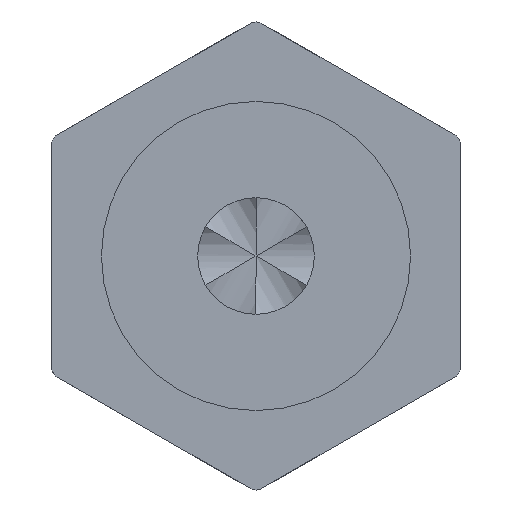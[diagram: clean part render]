
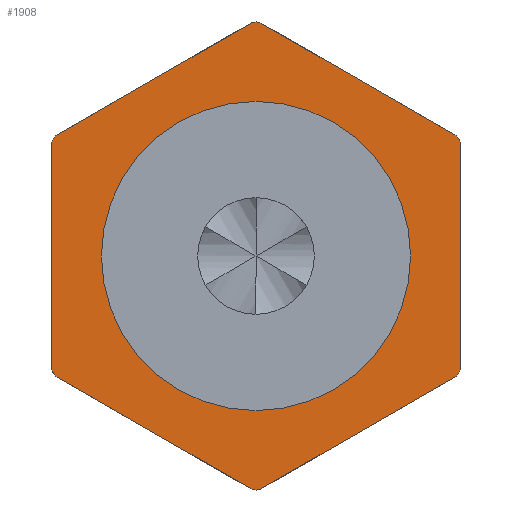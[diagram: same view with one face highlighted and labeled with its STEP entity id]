
A CAD part, front view. The second image highlights one B-rep face of the part: STEP entity #1908.
In plain terms, the highlighted planar face has unit normal (0, -1, 0).
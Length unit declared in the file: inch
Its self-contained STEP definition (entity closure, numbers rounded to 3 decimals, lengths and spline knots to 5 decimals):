
#15 = EDGE_CURVE ( 'NONE', #451, #466, #30, .T. ) ;
#18 = CARTESIAN_POINT ( 'NONE',  ( 0.34449, -1.16142, -0.18753 ) ) ;
#30 = LINE ( 'NONE', #1109, #1859 ) ;
#36 = VECTOR ( 'NONE', #2095, 39.37008 ) ;
#39 = DIRECTION ( 'NONE',  ( 0., 0., -1. ) ) ;
#61 = CARTESIAN_POINT ( 'NONE',  ( 0., -1.16142, 0. ) ) ;
#69 = ORIENTED_EDGE ( 'NONE', *, *, #1033, .T. ) ;
#103 = CARTESIAN_POINT ( 'NONE',  ( -0.34449, -1.16142, -0.18753 ) ) ;
#133 = VERTEX_POINT ( 'NONE', #528 ) ;
#147 = EDGE_CURVE ( 'NONE', #466, #1174, #2494, .T. ) ;
#159 = AXIS2_PLACEMENT_3D ( 'NONE', #2359, #1408, #1014 ) ;
#190 = CARTESIAN_POINT ( 'NONE',  ( -0.00984, -1.16142, -0.3921 ) ) ;
#191 = CARTESIAN_POINT ( 'NONE',  ( 0.34449, -1.16142, 0.18753 ) ) ;
#209 = CARTESIAN_POINT ( 'NONE',  ( 0.3248, -1.16142, -0.18753 ) ) ;
#236 = DIRECTION ( 'NONE',  ( 0., -1., 0. ) ) ;
#350 = VERTEX_POINT ( 'NONE', #18 ) ;
#382 = VERTEX_POINT ( 'NONE', #190 ) ;
#383 = CIRCLE ( 'NONE', #1353, 0.01969 ) ;
#384 = ORIENTED_EDGE ( 'NONE', *, *, #2233, .T. ) ;
#385 = AXIS2_PLACEMENT_3D ( 'NONE', #1831, #236, #1404 ) ;
#417 = DIRECTION ( 'NONE',  ( 0., 0., 1. ) ) ;
#419 = LINE ( 'NONE', #1860, #1907 ) ;
#451 = VERTEX_POINT ( 'NONE', #1605 ) ;
#456 = AXIS2_PLACEMENT_3D ( 'NONE', #1259, #1471, #674 ) ;
#466 = VERTEX_POINT ( 'NONE', #1213 ) ;
#494 = EDGE_LOOP ( 'NONE', ( #799, #384, #956, #1821, #646, #827, #69, #2462, #1814, #735, #1245, #2100, #1772 ) ) ;
#515 = AXIS2_PLACEMENT_3D ( 'NONE', #209, #1228, #39 ) ;
#525 = CARTESIAN_POINT ( 'NONE',  ( -0.34449, -1.16142, -0.19889 ) ) ;
#528 = CARTESIAN_POINT ( 'NONE',  ( -0.33465, -1.16142, -0.20457 ) ) ;
#531 = DIRECTION ( 'NONE',  ( 0.866, 0., -0.5 ) ) ;
#580 = DIRECTION ( 'NONE',  ( 0., 0., -1. ) ) ;
#590 = AXIS2_PLACEMENT_3D ( 'NONE', #61, #1446, #2019 ) ;
#646 = ORIENTED_EDGE ( 'NONE', *, *, #748, .T. ) ;
#674 = DIRECTION ( 'NONE',  ( 0., 0., -1. ) ) ;
#683 = CIRCLE ( 'NONE', #1025, 0.01969 ) ;
#702 = VECTOR ( 'NONE', #1229, 39.37008 ) ;
#714 = EDGE_CURVE ( 'NONE', #2448, #451, #2060, .T. ) ;
#720 = CARTESIAN_POINT ( 'NONE',  ( 0., -1.16142, -0.39778 ) ) ;
#732 = VERTEX_POINT ( 'NONE', #1719 ) ;
#735 = ORIENTED_EDGE ( 'NONE', *, *, #147, .T. ) ;
#748 = EDGE_CURVE ( 'NONE', #1895, #1587, #1598, .T. ) ;
#778 = VERTEX_POINT ( 'NONE', #1556 ) ;
#798 = LINE ( 'NONE', #1647, #702 ) ;
#799 = ORIENTED_EDGE ( 'NONE', *, *, #1945, .T. ) ;
#827 = ORIENTED_EDGE ( 'NONE', *, *, #2293, .T. ) ;
#831 = EDGE_CURVE ( 'NONE', #382, #1895, #683, .T. ) ;
#849 = EDGE_CURVE ( 'NONE', #778, #1596, #1088, .T. ) ;
#858 = CARTESIAN_POINT ( 'NONE',  ( 0., -1.16142, 0.39474 ) ) ;
#914 = DIRECTION ( 'NONE',  ( 0., 0., -1. ) ) ;
#949 = EDGE_CURVE ( 'NONE', #1174, #1044, #2244, .T. ) ;
#955 = FACE_OUTER_BOUND ( 'NONE', #494, .T. ) ;
#956 = ORIENTED_EDGE ( 'NONE', *, *, #1413, .T. ) ;
#1014 = DIRECTION ( 'NONE',  ( 0., 0., -1. ) ) ;
#1025 = AXIS2_PLACEMENT_3D ( 'NONE', #2491, #1931, #2136 ) ;
#1033 = EDGE_CURVE ( 'NONE', #350, #2448, #1244, .T. ) ;
#1044 = VERTEX_POINT ( 'NONE', #1620 ) ;
#1088 = CIRCLE ( 'NONE', #1901, 0.01969 ) ;
#1109 = CARTESIAN_POINT ( 'NONE',  ( 0.34449, -1.16142, 0.19889 ) ) ;
#1112 = AXIS2_PLACEMENT_3D ( 'NONE', #1311, #1331, #914 ) ;
#1146 = VECTOR ( 'NONE', #417, 39.37008 ) ;
#1162 = EDGE_CURVE ( 'NONE', #732, #2318, #1521, .T. ) ;
#1174 = VERTEX_POINT ( 'NONE', #858 ) ;
#1209 = CARTESIAN_POINT ( 'NONE',  ( 0., -1.16142, 0.26083 ) ) ;
#1213 = CARTESIAN_POINT ( 'NONE',  ( 0.00984, -1.16142, 0.3921 ) ) ;
#1228 = DIRECTION ( 'NONE',  ( 0., -1., 0. ) ) ;
#1229 = DIRECTION ( 'NONE',  ( -0.866, 0., -0.5 ) ) ;
#1244 = LINE ( 'NONE', #1436, #1146 ) ;
#1245 = ORIENTED_EDGE ( 'NONE', *, *, #949, .T. ) ;
#1259 = CARTESIAN_POINT ( 'NONE',  ( 0., -1.16142, 0. ) ) ;
#1267 = FACE_BOUND ( 'NONE', #1909, .T. ) ;
#1311 = CARTESIAN_POINT ( 'NONE',  ( 0.3248, -1.16142, 0.18753 ) ) ;
#1331 = DIRECTION ( 'NONE',  ( 0., -1., 0. ) ) ;
#1336 = DIRECTION ( 'NONE',  ( 0., -1., 0. ) ) ;
#1353 = AXIS2_PLACEMENT_3D ( 'NONE', #1952, #1573, #580 ) ;
#1404 = DIRECTION ( 'NONE',  ( 0., 0., -1. ) ) ;
#1408 = DIRECTION ( 'NONE',  ( 0., -1., 0. ) ) ;
#1413 = EDGE_CURVE ( 'NONE', #133, #382, #1758, .T. ) ;
#1432 = PLANE ( 'NONE',  #385 ) ;
#1436 = CARTESIAN_POINT ( 'NONE',  ( 0.34449, -1.16142, -0.19889 ) ) ;
#1446 = DIRECTION ( 'NONE',  ( 0., -1., 0. ) ) ;
#1448 = DIRECTION ( 'NONE',  ( 0., 0., -1. ) ) ;
#1471 = DIRECTION ( 'NONE',  ( 0., -1., 0. ) ) ;
#1521 = CIRCLE ( 'NONE', #456, 0.26083 ) ;
#1537 = EDGE_CURVE ( 'NONE', #2318, #732, #2477, .T. ) ;
#1554 = VECTOR ( 'NONE', #531, 39.37008 ) ;
#1556 = CARTESIAN_POINT ( 'NONE',  ( -0.33465, -1.16142, 0.20457 ) ) ;
#1569 = DIRECTION ( 'NONE',  ( 0., 0., -1. ) ) ;
#1570 = EDGE_CURVE ( 'NONE', #1044, #778, #798, .T. ) ;
#1573 = DIRECTION ( 'NONE',  ( 0., -1., 0. ) ) ;
#1575 = CARTESIAN_POINT ( 'NONE',  ( -0.3248, -1.16142, 0.18753 ) ) ;
#1586 = ORIENTED_EDGE ( 'NONE', *, *, #1537, .F. ) ;
#1587 = VERTEX_POINT ( 'NONE', #2192 ) ;
#1596 = VERTEX_POINT ( 'NONE', #1662 ) ;
#1598 = LINE ( 'NONE', #720, #36 ) ;
#1605 = CARTESIAN_POINT ( 'NONE',  ( 0.33465, -1.16142, 0.20457 ) ) ;
#1620 = CARTESIAN_POINT ( 'NONE',  ( -0.00984, -1.16142, 0.3921 ) ) ;
#1647 = CARTESIAN_POINT ( 'NONE',  ( 0., -1.16142, 0.39778 ) ) ;
#1662 = CARTESIAN_POINT ( 'NONE',  ( -0.34449, -1.16142, 0.18753 ) ) ;
#1719 = CARTESIAN_POINT ( 'NONE',  ( 0., -1.16142, -0.26083 ) ) ;
#1723 = CIRCLE ( 'NONE', #515, 0.01969 ) ;
#1758 = LINE ( 'NONE', #525, #1554 ) ;
#1772 = ORIENTED_EDGE ( 'NONE', *, *, #849, .T. ) ;
#1812 = CARTESIAN_POINT ( 'NONE',  ( 0.00984, -1.16142, -0.3921 ) ) ;
#1814 = ORIENTED_EDGE ( 'NONE', *, *, #15, .T. ) ;
#1821 = ORIENTED_EDGE ( 'NONE', *, *, #831, .T. ) ;
#1823 = AXIS2_PLACEMENT_3D ( 'NONE', #2469, #1336, #2092 ) ;
#1831 = CARTESIAN_POINT ( 'NONE',  ( -0.34449, -1.16142, -0.19889 ) ) ;
#1859 = VECTOR ( 'NONE', #2406, 39.37008 ) ;
#1860 = CARTESIAN_POINT ( 'NONE',  ( -0.34449, -1.16142, 0.19889 ) ) ;
#1895 = VERTEX_POINT ( 'NONE', #1812 ) ;
#1901 = AXIS2_PLACEMENT_3D ( 'NONE', #1575, #2301, #1569 ) ;
#1907 = VECTOR ( 'NONE', #1448, 39.37008 ) ;
#1908 = ADVANCED_FACE ( 'NONE', ( #1267, #955 ), #1432, .T. ) ;
#1909 = EDGE_LOOP ( 'NONE', ( #1586, #1996 ) ) ;
#1931 = DIRECTION ( 'NONE',  ( 0., -1., 0. ) ) ;
#1945 = EDGE_CURVE ( 'NONE', #1596, #1985, #419, .T. ) ;
#1952 = CARTESIAN_POINT ( 'NONE',  ( -0.3248, -1.16142, -0.18753 ) ) ;
#1985 = VERTEX_POINT ( 'NONE', #103 ) ;
#1996 = ORIENTED_EDGE ( 'NONE', *, *, #1162, .F. ) ;
#2019 = DIRECTION ( 'NONE',  ( 0., 0., -1. ) ) ;
#2060 = CIRCLE ( 'NONE', #1112, 0.01969 ) ;
#2092 = DIRECTION ( 'NONE',  ( 0., 0., -1. ) ) ;
#2095 = DIRECTION ( 'NONE',  ( 0.866, 0., 0.5 ) ) ;
#2100 = ORIENTED_EDGE ( 'NONE', *, *, #1570, .T. ) ;
#2136 = DIRECTION ( 'NONE',  ( 0., 0., -1. ) ) ;
#2192 = CARTESIAN_POINT ( 'NONE',  ( 0.33465, -1.16142, -0.20457 ) ) ;
#2233 = EDGE_CURVE ( 'NONE', #1985, #133, #383, .T. ) ;
#2244 = CIRCLE ( 'NONE', #159, 0.01969 ) ;
#2293 = EDGE_CURVE ( 'NONE', #1587, #350, #1723, .T. ) ;
#2301 = DIRECTION ( 'NONE',  ( 0., -1., 0. ) ) ;
#2318 = VERTEX_POINT ( 'NONE', #1209 ) ;
#2359 = CARTESIAN_POINT ( 'NONE',  ( 0., -1.16142, 0.37505 ) ) ;
#2406 = DIRECTION ( 'NONE',  ( -0.866, 0., 0.5 ) ) ;
#2448 = VERTEX_POINT ( 'NONE', #191 ) ;
#2462 = ORIENTED_EDGE ( 'NONE', *, *, #714, .T. ) ;
#2469 = CARTESIAN_POINT ( 'NONE',  ( 0., -1.16142, 0.37505 ) ) ;
#2477 = CIRCLE ( 'NONE', #590, 0.26083 ) ;
#2491 = CARTESIAN_POINT ( 'NONE',  ( 0., -1.16142, -0.37505 ) ) ;
#2494 = CIRCLE ( 'NONE', #1823, 0.01969 ) ;
